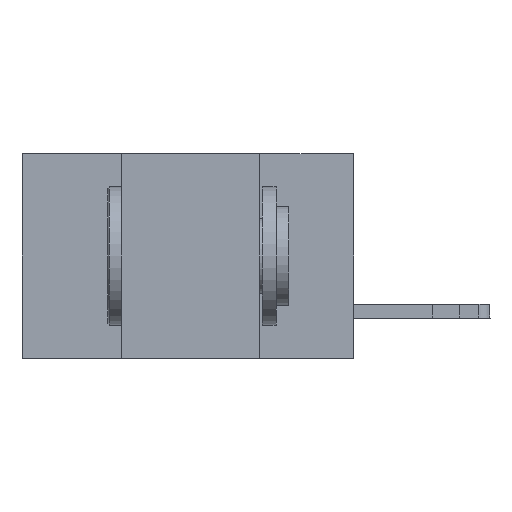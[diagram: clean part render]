
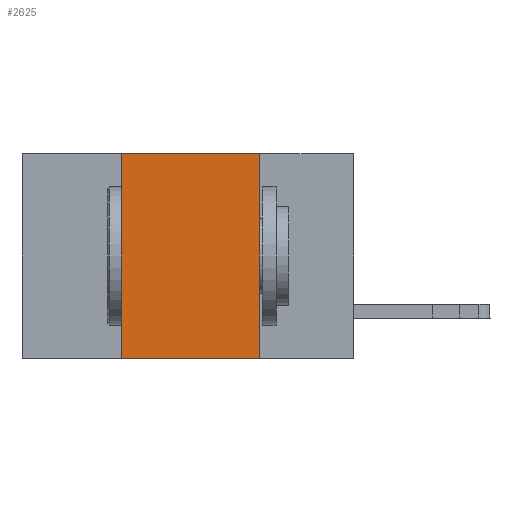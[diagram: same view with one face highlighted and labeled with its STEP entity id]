
A CAD part, left-side view. The second image highlights one B-rep face of the part: STEP entity #2625.
In plain terms, the highlighted planar face has unit normal (-1, 0, 0).
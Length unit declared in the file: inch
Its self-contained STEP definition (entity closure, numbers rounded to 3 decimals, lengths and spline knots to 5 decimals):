
#717 = ORIENTED_EDGE ( 'NONE', *, *, #7903, .F. ) ;
#900 = AXIS2_PLACEMENT_3D ( 'NONE', #2654, #5665, #7320 ) ;
#1161 = VECTOR ( 'NONE', #16941, 39.37008 ) ;
#2218 = VERTEX_POINT ( 'NONE', #7305 ) ;
#2625 = ADVANCED_FACE ( 'NONE', ( #16227 ), #19027, .F. ) ;
#2654 = CARTESIAN_POINT ( 'NONE',  ( 0., 0.6, 0. ) ) ;
#3433 = CARTESIAN_POINT ( 'NONE',  ( 0., 0.17, 0. ) ) ;
#4296 = VERTEX_POINT ( 'NONE', #12518 ) ;
#4432 = CARTESIAN_POINT ( 'NONE',  ( 0., 0.42, 0. ) ) ;
#4482 = LINE ( 'NONE', #11100, #1161 ) ;
#5105 = CARTESIAN_POINT ( 'NONE',  ( 0., 0.6, 0. ) ) ;
#5362 = DIRECTION ( 'NONE',  ( 0., -1., 0. ) ) ;
#5665 = DIRECTION ( 'NONE',  ( 1., 0., 0. ) ) ;
#6159 = DIRECTION ( 'NONE',  ( 0., -1., 0. ) ) ;
#7305 = CARTESIAN_POINT ( 'NONE',  ( 0., 0.17, -0.37 ) ) ;
#7320 = DIRECTION ( 'NONE',  ( 0., 0., -1. ) ) ;
#7903 = EDGE_CURVE ( 'NONE', #9855, #2218, #8946, .T. ) ;
#8946 = LINE ( 'NONE', #19217, #16352 ) ;
#9855 = VERTEX_POINT ( 'NONE', #3433 ) ;
#10427 = DIRECTION ( 'NONE',  ( 0., 0., -1. ) ) ;
#10842 = EDGE_CURVE ( 'NONE', #4296, #2218, #16564, .T. ) ;
#10972 = EDGE_CURVE ( 'NONE', #4296, #14511, #4482, .T. ) ;
#11016 = VECTOR ( 'NONE', #6159, 39.37008 ) ;
#11100 = CARTESIAN_POINT ( 'NONE',  ( 0., 0.42, 0. ) ) ;
#11321 = ORIENTED_EDGE ( 'NONE', *, *, #17284, .F. ) ;
#12518 = CARTESIAN_POINT ( 'NONE',  ( 0., 0.42, -0.37 ) ) ;
#13401 = VECTOR ( 'NONE', #5362, 39.37008 ) ;
#13894 = ORIENTED_EDGE ( 'NONE', *, *, #10972, .F. ) ;
#14511 = VERTEX_POINT ( 'NONE', #4432 ) ;
#14791 = EDGE_LOOP ( 'NONE', ( #717, #11321, #13894, #17426 ) ) ;
#16227 = FACE_OUTER_BOUND ( 'NONE', #14791, .T. ) ;
#16352 = VECTOR ( 'NONE', #10427, 39.37008 ) ;
#16564 = LINE ( 'NONE', #16681, #11016 ) ;
#16681 = CARTESIAN_POINT ( 'NONE',  ( 0., 0.6, -0.37 ) ) ;
#16941 = DIRECTION ( 'NONE',  ( 0., 0., 1. ) ) ;
#17284 = EDGE_CURVE ( 'NONE', #14511, #9855, #17546, .T. ) ;
#17426 = ORIENTED_EDGE ( 'NONE', *, *, #10842, .T. ) ;
#17546 = LINE ( 'NONE', #5105, #13401 ) ;
#19027 = PLANE ( 'NONE',  #900 ) ;
#19217 = CARTESIAN_POINT ( 'NONE',  ( 0., 0.17, 0. ) ) ;
